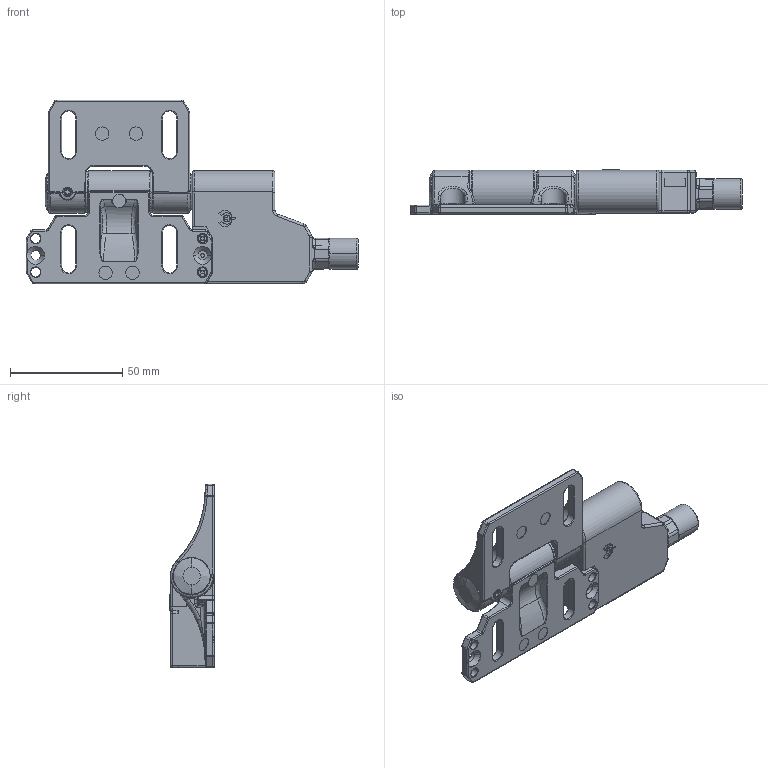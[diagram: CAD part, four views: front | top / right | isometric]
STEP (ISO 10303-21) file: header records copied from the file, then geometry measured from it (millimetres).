
FILE_DESCRIPTION((''),'2;1');
FILE_NAME('192573_ASM','2016-01-20T',('pdmadmin'),(''),'PRO/ENGINEER BY PARAMETRIC TECHNOLOGY CORPORATION, 2013230','PRO/ENGINEER BY PARAMETRIC TECHNOLOGY CORPORATION, 2013230','');
FILE_SCHEMA(('CONFIG_CONTROL_DESIGN'));
Length unit declared in the file: millimetre
Products named in the file (9): MANIFOLD_SOLID_BREP_14820; MANIFOLD_SOLID_BREP_34326; 6119490021_1_ASM; 25581---SI-HGZ63A_ASM; MANIFOLD_SOLID_BREP_117290_AF0; MANIFOLD_SOLID_BREP_117791; SI-HG63FQDR_PART_3_ASM; 25583---SI-HG63FQDR_ASM; 192573_ASM
Assembly tree (8 placements, depth 5):
  192573_ASM
    25583---SI-HG63FQDR_ASM
      25581---SI-HGZ63A_ASM
        6119490021_1_ASM
          MANIFOLD_SOLID_BREP_14820
          MANIFOLD_SOLID_BREP_34326
      SI-HG63FQDR_PART_3_ASM
        MANIFOLD_SOLID_BREP_117290_AF0
        MANIFOLD_SOLID_BREP_117791
Bounding box: 148 x 19.7 x 82 mm (x, y, z)
Volume: 56747.2 mm3; surface area: 41761.7 mm2
Topology: 4 solids, 4 shells, 2250 faces, 5947 edges, 3694 vertices
Faces by surface type: plane 917, cylinder 775, bspline 243, torus 196, cone 60, sphere 59
Entity records: 81452 total; most frequent: CARTESIAN_POINT 26423, ORIENTED_EDGE 11762, DIRECTION 11404, EDGE_CURVE 5881, AXIS2_PLACEMENT_3D 4205, VERTEX_POINT 3694, VECTOR 2994, LINE 2994
